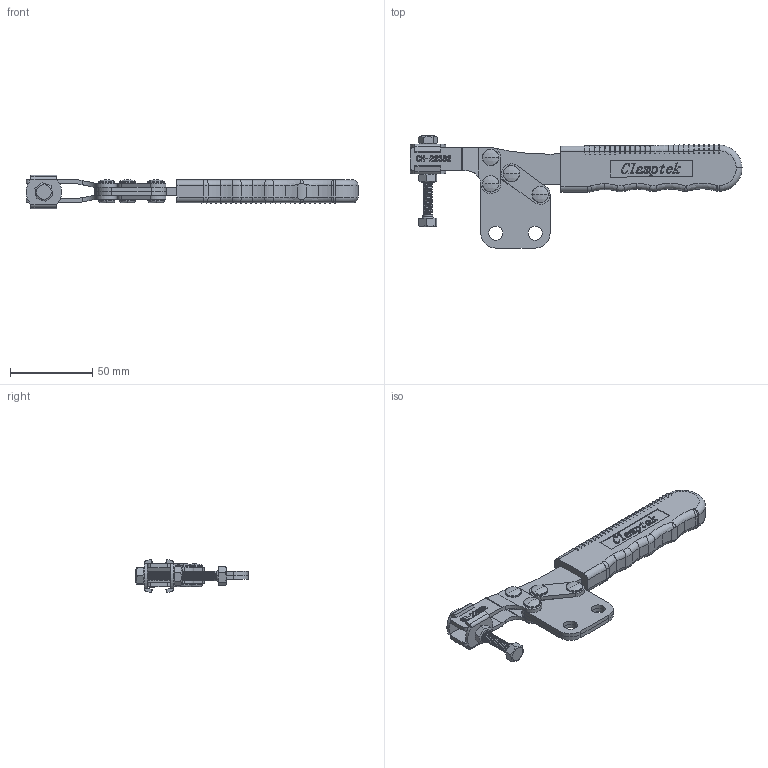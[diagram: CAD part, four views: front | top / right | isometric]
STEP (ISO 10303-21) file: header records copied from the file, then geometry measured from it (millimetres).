
FILE_DESCRIPTION (( 'STEP AP203' ), '1' );
FILE_NAME ('CH-22382.STEP', '2011-12-15T07:12:11', ( '微软用户' ), ( '微软中国' ), 'SwSTEP 2.0', 'SolidWorks 2010', '' );
FILE_SCHEMA (( 'CONFIG_CONTROL_DESIGN' ));
Products named in the file (10): M6; 22382-02; 065010; CH-22382; 22382-01; 21382-03; 21382-04; 21382-06; FW516; 21382-05
Assembly tree (15 placements, depth 2):
  CH-22382
    FW516  x2
    21382-06  x4
    22382-02
    21382-04  x2
    M6  x2
    065010
    22382-01
    21382-03
    21382-05
Bounding box: 201.55 x 68.03 x 20.32 mm (x, y, z)
Volume: 61718.6 mm3; surface area: 36933.4 mm2
Topology: 17 solids, 17 shells, 1476 faces, 3848 edges, 2457 vertices
Faces by surface type: plane 576, bspline 365, cylinder 363, torus 114, cone 44, sphere 14
Entity records: 75869 total; most frequent: CARTESIAN_POINT 43758, ORIENTED_EDGE 7032, DIRECTION 5376, EDGE_CURVE 3516, VERTEX_POINT 2253, LINE 2000, VECTOR 2000, AXIS2_PLACEMENT_3D 1688
